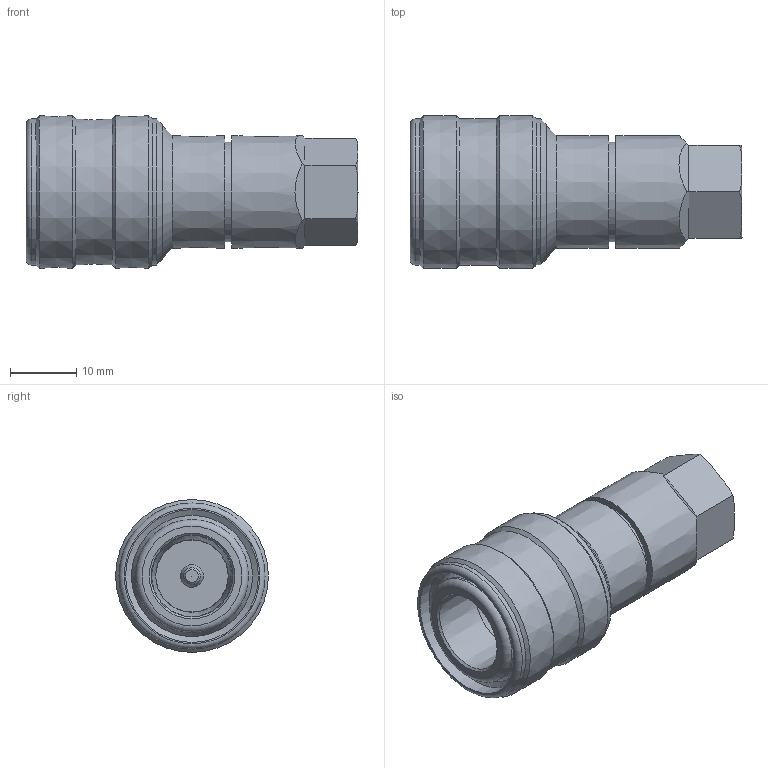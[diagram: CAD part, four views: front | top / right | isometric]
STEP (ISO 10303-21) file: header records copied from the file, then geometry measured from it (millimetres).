
FILE_DESCRIPTION (( 'STEP AP214' ), '1' );
FILE_NAME ('BB04.1100_IC_JV.STEP', '2016-09-21T13:28:27', ( '' ), ( '' ), 'SwSTEP 2.0', 'SolidWorks 2016', '' );
FILE_SCHEMA (( 'AUTOMOTIVE_DESIGN' ));
Length unit declared in the file: millimetre
Products named in the file (1): BB04.1100_IC_JV
Bounding box: 50 x 23.01 x 23.01 mm (x, y, z)
Volume: 11517.9 mm3; surface area: 4932.7 mm2
Topology: 1 solids, 1 shells, 66 faces, 154 edges, 88 vertices
Faces by surface type: cone 37, plane 26, torus 3
Entity records: 1690 total; most frequent: CARTESIAN_POINT 359, DIRECTION 270, ORIENTED_EDGE 220, EDGE_CURVE 110, AXIS2_PLACEMENT_3D 105, EDGE_LOOP 104, VERTEX_POINT 84, FACE_OUTER_BOUND 69
